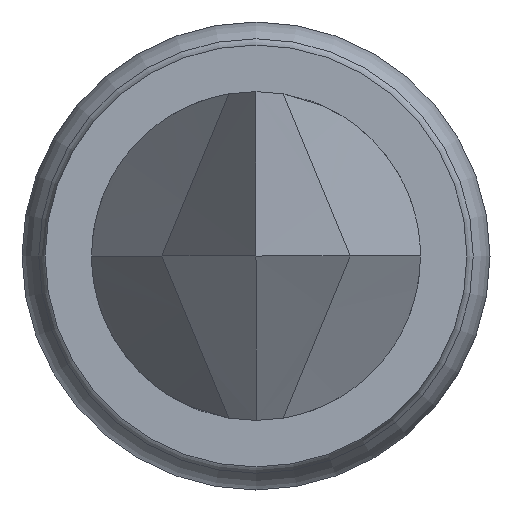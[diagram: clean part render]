
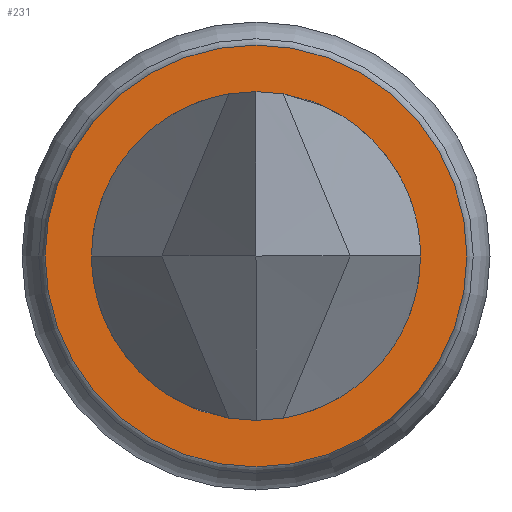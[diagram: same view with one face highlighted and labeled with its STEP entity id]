
A CAD part, left-side view. The second image highlights one B-rep face of the part: STEP entity #231.
In plain terms, the highlighted planar face has unit normal (-1, 0, 0).
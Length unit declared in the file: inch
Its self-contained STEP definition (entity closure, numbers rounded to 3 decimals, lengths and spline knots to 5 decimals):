
#31 = CARTESIAN_POINT ( 'NONE',  ( 0., 0., 0. ) ) ;
#33 = DIRECTION ( 'NONE',  ( 1., 0., 0. ) ) ;
#41 = EDGE_CURVE ( 'NONE', #450, #450, #911, .T. ) ;
#45 = CARTESIAN_POINT ( 'NONE',  ( 0., 0., -0.0189 ) ) ;
#136 = AXIS2_PLACEMENT_3D ( 'NONE', #498, #33, #427 ) ;
#150 = CARTESIAN_POINT ( 'NONE',  ( 0., 0., 0. ) ) ;
#231 = ADVANCED_FACE ( 'NONE', ( #869, #912 ), #855, .F. ) ;
#298 = CIRCLE ( 'NONE', #548, 0.02425 ) ;
#409 = VERTEX_POINT ( 'NONE', #874 ) ;
#418 = DIRECTION ( 'NONE',  ( 1., 0., 0. ) ) ;
#427 = DIRECTION ( 'NONE',  ( 0., 0., -1. ) ) ;
#433 = EDGE_LOOP ( 'NONE', ( #774 ) ) ;
#450 = VERTEX_POINT ( 'NONE', #45 ) ;
#471 = DIRECTION ( 'NONE',  ( 1., 0., 0. ) ) ;
#498 = CARTESIAN_POINT ( 'NONE',  ( 0., 0.02725, 0. ) ) ;
#548 = AXIS2_PLACEMENT_3D ( 'NONE', #31, #418, #862 ) ;
#677 = EDGE_CURVE ( 'NONE', #409, #409, #298, .T. ) ;
#712 = EDGE_LOOP ( 'NONE', ( #762 ) ) ;
#762 = ORIENTED_EDGE ( 'NONE', *, *, #41, .T. ) ;
#774 = ORIENTED_EDGE ( 'NONE', *, *, #677, .F. ) ;
#837 = DIRECTION ( 'NONE',  ( 0., 0., -1. ) ) ;
#842 = AXIS2_PLACEMENT_3D ( 'NONE', #150, #471, #837 ) ;
#855 = PLANE ( 'NONE',  #136 ) ;
#862 = DIRECTION ( 'NONE',  ( 0., 0., -1. ) ) ;
#869 = FACE_BOUND ( 'NONE', #712, .T. ) ;
#874 = CARTESIAN_POINT ( 'NONE',  ( 0., 0., -0.02425 ) ) ;
#911 = CIRCLE ( 'NONE', #842, 0.0189 ) ;
#912 = FACE_OUTER_BOUND ( 'NONE', #433, .T. ) ;
